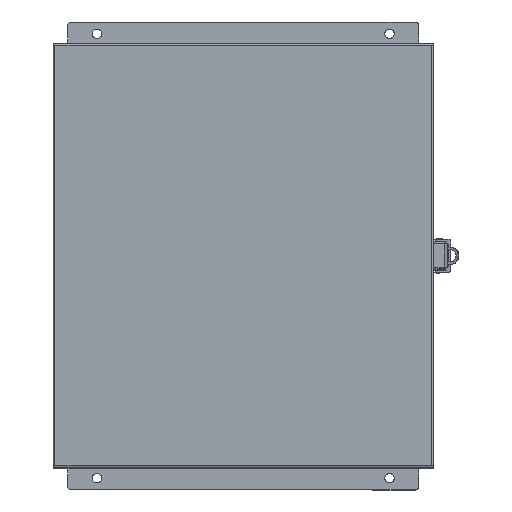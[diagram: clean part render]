
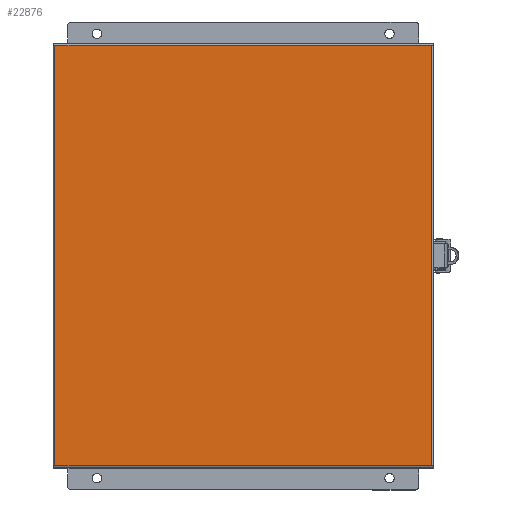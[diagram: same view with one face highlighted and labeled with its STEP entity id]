
A CAD part, top view. The second image highlights one B-rep face of the part: STEP entity #22876.
In plain terms, the highlighted planar face has unit normal (0, 0, 1).
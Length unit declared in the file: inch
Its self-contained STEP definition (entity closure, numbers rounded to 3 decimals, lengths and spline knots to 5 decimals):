
#465 = LINE ( 'NONE', #18761, #22850 ) ;
#470 = ORIENTED_EDGE ( 'NONE', *, *, #15848, .F. ) ;
#4092 = CARTESIAN_POINT ( 'NONE',  ( 6.435, -7.185, 0. ) ) ;
#6756 = CARTESIAN_POINT ( 'NONE',  ( 6.435, -7.185, 0. ) ) ;
#6797 = CARTESIAN_POINT ( 'NONE',  ( -6.5, -7.185, 0. ) ) ;
#7671 = VECTOR ( 'NONE', #28508, 39.37008 ) ;
#8849 = PLANE ( 'NONE',  #22819 ) ;
#10090 = LINE ( 'NONE', #31717, #7671 ) ;
#12408 = ORIENTED_EDGE ( 'NONE', *, *, #34207, .F. ) ;
#14480 = VECTOR ( 'NONE', #37959, 39.37008 ) ;
#14586 = ORIENTED_EDGE ( 'NONE', *, *, #28800, .F. ) ;
#15509 = DIRECTION ( 'NONE',  ( 0., 0., 1. ) ) ;
#15690 = VERTEX_POINT ( 'NONE', #6756 ) ;
#15848 = EDGE_CURVE ( 'NONE', #32347, #30594, #10090, .T. ) ;
#18761 = CARTESIAN_POINT ( 'NONE',  ( 6.5, 7.185, 0. ) ) ;
#21894 = CARTESIAN_POINT ( 'NONE',  ( -6.435, -7.185, 0. ) ) ;
#22475 = LINE ( 'NONE', #6797, #34841 ) ;
#22819 = AXIS2_PLACEMENT_3D ( 'NONE', #30087, #15509, #24627 ) ;
#22850 = VECTOR ( 'NONE', #24877, 39.37008 ) ;
#22876 = ADVANCED_FACE ( 'NONE', ( #29722 ), #8849, .T. ) ;
#23007 = CARTESIAN_POINT ( 'NONE',  ( 6.435, 7.185, 0. ) ) ;
#24627 = DIRECTION ( 'NONE',  ( 1., 0., 0. ) ) ;
#24877 = DIRECTION ( 'NONE',  ( 1., 0., 0. ) ) ;
#28508 = DIRECTION ( 'NONE',  ( 0., 1., 0. ) ) ;
#28800 = EDGE_CURVE ( 'NONE', #33952, #15690, #31582, .T. ) ;
#29722 = FACE_OUTER_BOUND ( 'NONE', #35117, .T. ) ;
#29758 = EDGE_CURVE ( 'NONE', #30594, #33952, #465, .T. ) ;
#30087 = CARTESIAN_POINT ( 'NONE',  ( 0., 0., 0. ) ) ;
#30594 = VERTEX_POINT ( 'NONE', #38090 ) ;
#31582 = LINE ( 'NONE', #4092, #14480 ) ;
#31717 = CARTESIAN_POINT ( 'NONE',  ( -6.435, 7.185, 0. ) ) ;
#32347 = VERTEX_POINT ( 'NONE', #21894 ) ;
#33952 = VERTEX_POINT ( 'NONE', #23007 ) ;
#34207 = EDGE_CURVE ( 'NONE', #15690, #32347, #22475, .T. ) ;
#34841 = VECTOR ( 'NONE', #37215, 39.37008 ) ;
#35117 = EDGE_LOOP ( 'NONE', ( #12408, #14586, #36017, #470 ) ) ;
#36017 = ORIENTED_EDGE ( 'NONE', *, *, #29758, .F. ) ;
#37215 = DIRECTION ( 'NONE',  ( -1., 0., 0. ) ) ;
#37959 = DIRECTION ( 'NONE',  ( 0., -1., 0. ) ) ;
#38090 = CARTESIAN_POINT ( 'NONE',  ( -6.435, 7.185, 0. ) ) ;
